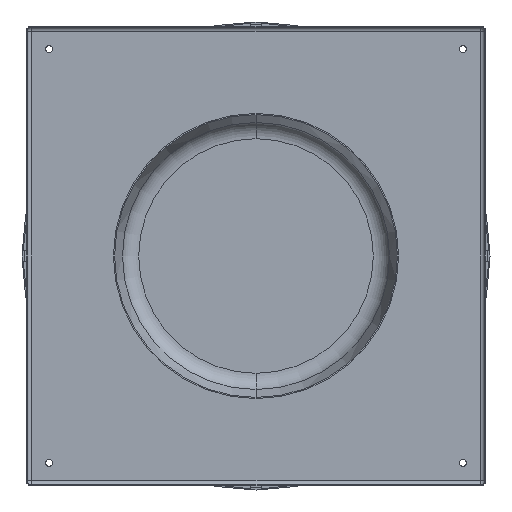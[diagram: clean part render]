
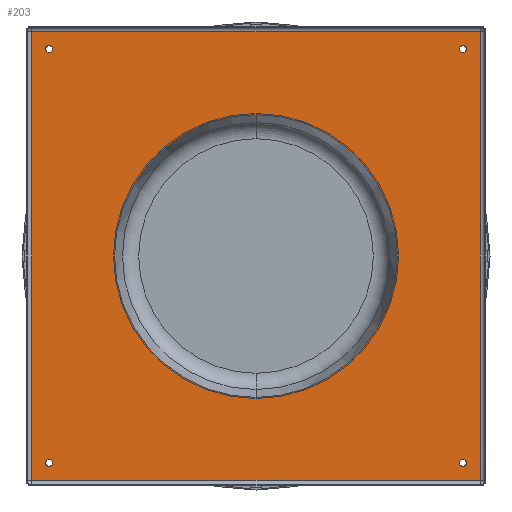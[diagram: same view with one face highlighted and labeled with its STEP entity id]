
A CAD part, front view. The second image highlights one B-rep face of the part: STEP entity #203.
In plain terms, the highlighted planar face has unit normal (0, -1, 0).
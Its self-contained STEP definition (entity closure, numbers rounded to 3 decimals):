
#196 = ORIENTED_EDGE ( 'NONE', *, *, #2166, .T. ) ;
#197 = EDGE_LOOP ( 'NONE', ( #198, #256, #259, #262 ) ) ;
#198 = ORIENTED_EDGE ( 'NONE', *, *, #253, .F. ) ;
#203 = ADVANCED_FACE ( 'NONE', ( #2554, #2553, #2552, #2551, #2550, #2549 ), #2548, .F. ) ;
#204 = EDGE_LOOP ( 'NONE', ( #205, #207 ) ) ;
#205 = ORIENTED_EDGE ( 'NONE', *, *, #206, .T. ) ;
#206 = EDGE_CURVE ( 'NONE', #2065, #2064, #2542, .T. ) ;
#207 = ORIENTED_EDGE ( 'NONE', *, *, #2063, .T. ) ;
#208 = EDGE_LOOP ( 'NONE', ( #209, #211 ) ) ;
#209 = ORIENTED_EDGE ( 'NONE', *, *, #210, .T. ) ;
#210 = EDGE_CURVE ( 'NONE', #2129, #2128, #2602, .T. ) ;
#211 = ORIENTED_EDGE ( 'NONE', *, *, #2127, .T. ) ;
#212 = EDGE_LOOP ( 'NONE', ( #213, #269 ) ) ;
#213 = ORIENTED_EDGE ( 'NONE', *, *, #268, .T. ) ;
#253 = EDGE_CURVE ( 'NONE', #254, #255, #2652, .T. ) ;
#254 = VERTEX_POINT ( 'NONE', #2648 ) ;
#255 = VERTEX_POINT ( 'NONE', #2647 ) ;
#256 = ORIENTED_EDGE ( 'NONE', *, *, #257, .F. ) ;
#257 = EDGE_CURVE ( 'NONE', #258, #254, #2646, .T. ) ;
#258 = VERTEX_POINT ( 'NONE', #2642 ) ;
#259 = ORIENTED_EDGE ( 'NONE', *, *, #260, .F. ) ;
#260 = EDGE_CURVE ( 'NONE', #261, #258, #2641, .T. ) ;
#261 = VERTEX_POINT ( 'NONE', #2637 ) ;
#262 = ORIENTED_EDGE ( 'NONE', *, *, #263, .F. ) ;
#263 = EDGE_CURVE ( 'NONE', #255, #261, #2636, .T. ) ;
#268 = EDGE_CURVE ( 'NONE', #2115, #2114, #2690, .T. ) ;
#269 = ORIENTED_EDGE ( 'NONE', *, *, #2113, .T. ) ;
#270 = EDGE_LOOP ( 'NONE', ( #271, #273 ) ) ;
#271 = ORIENTED_EDGE ( 'NONE', *, *, #272, .T. ) ;
#272 = EDGE_CURVE ( 'NONE', #2100, #2099, #2682, .T. ) ;
#273 = ORIENTED_EDGE ( 'NONE', *, *, #2098, .T. ) ;
#274 = EDGE_LOOP ( 'NONE', ( #275, #196 ) ) ;
#275 = ORIENTED_EDGE ( 'NONE', *, *, #276, .T. ) ;
#276 = EDGE_CURVE ( 'NONE', #2168, #2167, #2677, .T. ) ;
#2063 = EDGE_CURVE ( 'NONE', #2064, #2065, #6071, .T. ) ;
#2064 = VERTEX_POINT ( 'NONE', #6064 ) ;
#2065 = VERTEX_POINT ( 'NONE', #6063 ) ;
#2098 = EDGE_CURVE ( 'NONE', #2099, #2100, #6124, .T. ) ;
#2099 = VERTEX_POINT ( 'NONE', #6114 ) ;
#2100 = VERTEX_POINT ( 'NONE', #6113 ) ;
#2113 = EDGE_CURVE ( 'NONE', #2114, #2115, #6157, .T. ) ;
#2114 = VERTEX_POINT ( 'NONE', #6149 ) ;
#2115 = VERTEX_POINT ( 'NONE', #6148 ) ;
#2127 = EDGE_CURVE ( 'NONE', #2128, #2129, #6187, .T. ) ;
#2128 = VERTEX_POINT ( 'NONE', #6179 ) ;
#2129 = VERTEX_POINT ( 'NONE', #6178 ) ;
#2166 = EDGE_CURVE ( 'NONE', #2167, #2168, #6240, .T. ) ;
#2167 = VERTEX_POINT ( 'NONE', #6230 ) ;
#2168 = VERTEX_POINT ( 'NONE', #6229 ) ;
#2539 = DIRECTION ( 'NONE',  ( 0., 0., 1. ) ) ;
#2540 = DIRECTION ( 'NONE',  ( 0., 1., 0. ) ) ;
#2541 = AXIS2_PLACEMENT_3D ( 'NONE', #2546, #2540, #2539 ) ;
#2542 = CIRCLE ( 'NONE', #2541, 123. ) ;
#2543 = DIRECTION ( 'NONE',  ( 0., 0., 1. ) ) ;
#2544 = DIRECTION ( 'NONE',  ( 0., 1., 0. ) ) ;
#2545 = CARTESIAN_POINT ( 'NONE',  ( -200., -1., 200. ) ) ;
#2546 = CARTESIAN_POINT ( 'NONE',  ( 0., -1., 0. ) ) ;
#2547 = AXIS2_PLACEMENT_3D ( 'NONE', #2545, #2544, #2543 ) ;
#2548 = PLANE ( 'NONE',  #2547 ) ;
#2549 = FACE_OUTER_BOUND ( 'NONE', #197, .T. ) ;
#2550 = FACE_BOUND ( 'NONE', #274, .T. ) ;
#2551 = FACE_BOUND ( 'NONE', #270, .T. ) ;
#2552 = FACE_BOUND ( 'NONE', #212, .T. ) ;
#2553 = FACE_BOUND ( 'NONE', #208, .T. ) ;
#2554 = FACE_BOUND ( 'NONE', #204, .T. ) ;
#2598 = DIRECTION ( 'NONE',  ( 0., 0., 1. ) ) ;
#2599 = DIRECTION ( 'NONE',  ( 0., 1., 0. ) ) ;
#2600 = CARTESIAN_POINT ( 'NONE',  ( -180., -1., -180. ) ) ;
#2601 = AXIS2_PLACEMENT_3D ( 'NONE', #2600, #2599, #2598 ) ;
#2602 = CIRCLE ( 'NONE', #2601, 3. ) ;
#2635 = CARTESIAN_POINT ( 'NONE',  ( -200., -1., -195. ) ) ;
#2636 = LINE ( 'NONE', #2635, #2695 ) ;
#2637 = CARTESIAN_POINT ( 'NONE',  ( -195., -1., -195. ) ) ;
#2638 = DIRECTION ( 'NONE',  ( 0., 0., 1. ) ) ;
#2639 = VECTOR ( 'NONE', #2638, 1000. ) ;
#2640 = CARTESIAN_POINT ( 'NONE',  ( -195., -1., 200. ) ) ;
#2641 = LINE ( 'NONE', #2640, #2639 ) ;
#2642 = CARTESIAN_POINT ( 'NONE',  ( -195., -1., 195. ) ) ;
#2643 = DIRECTION ( 'NONE',  ( 1., 0., 0. ) ) ;
#2644 = VECTOR ( 'NONE', #2643, 1000. ) ;
#2645 = CARTESIAN_POINT ( 'NONE',  ( -200., -1., 195. ) ) ;
#2646 = LINE ( 'NONE', #2645, #2644 ) ;
#2647 = CARTESIAN_POINT ( 'NONE',  ( 195., -1., -195. ) ) ;
#2648 = CARTESIAN_POINT ( 'NONE',  ( 195., -1., 195. ) ) ;
#2649 = DIRECTION ( 'NONE',  ( 0., 0., -1. ) ) ;
#2650 = VECTOR ( 'NONE', #2649, 1000. ) ;
#2651 = CARTESIAN_POINT ( 'NONE',  ( 195., -1., 200. ) ) ;
#2652 = LINE ( 'NONE', #2651, #2650 ) ;
#2673 = DIRECTION ( 'NONE',  ( 0., 0., 1. ) ) ;
#2674 = DIRECTION ( 'NONE',  ( 0., 1., 0. ) ) ;
#2675 = CARTESIAN_POINT ( 'NONE',  ( 180., -1., -180. ) ) ;
#2676 = AXIS2_PLACEMENT_3D ( 'NONE', #2675, #2674, #2673 ) ;
#2677 = CIRCLE ( 'NONE', #2676, 3. ) ;
#2678 = DIRECTION ( 'NONE',  ( 0., 0., 1. ) ) ;
#2679 = DIRECTION ( 'NONE',  ( 0., 1., 0. ) ) ;
#2680 = CARTESIAN_POINT ( 'NONE',  ( 180., -1., 180. ) ) ;
#2681 = AXIS2_PLACEMENT_3D ( 'NONE', #2680, #2679, #2678 ) ;
#2682 = CIRCLE ( 'NONE', #2681, 3. ) ;
#2683 = DIRECTION ( 'NONE',  ( 0., 0., 1. ) ) ;
#2684 = DIRECTION ( 'NONE',  ( 0., 1., 0. ) ) ;
#2685 = CARTESIAN_POINT ( 'NONE',  ( -180., -1., 180. ) ) ;
#2686 = AXIS2_PLACEMENT_3D ( 'NONE', #2685, #2684, #2683 ) ;
#2690 = CIRCLE ( 'NONE', #2686, 3. ) ;
#2694 = DIRECTION ( 'NONE',  ( -1., 0., 0. ) ) ;
#2695 = VECTOR ( 'NONE', #2694, 1000. ) ;
#6063 = CARTESIAN_POINT ( 'NONE',  ( 0., -1., 123. ) ) ;
#6064 = CARTESIAN_POINT ( 'NONE',  ( 0., -1., -123. ) ) ;
#6065 = DIRECTION ( 'NONE',  ( 0., 0., 1. ) ) ;
#6066 = DIRECTION ( 'NONE',  ( 0., 1., 0. ) ) ;
#6067 = CARTESIAN_POINT ( 'NONE',  ( 0., -1., 0. ) ) ;
#6068 = AXIS2_PLACEMENT_3D ( 'NONE', #6067, #6066, #6065 ) ;
#6071 = CIRCLE ( 'NONE', #6068, 123. ) ;
#6113 = CARTESIAN_POINT ( 'NONE',  ( 180., -1., 183. ) ) ;
#6114 = CARTESIAN_POINT ( 'NONE',  ( 180., -1., 177. ) ) ;
#6115 = DIRECTION ( 'NONE',  ( 0., 0., 1. ) ) ;
#6116 = DIRECTION ( 'NONE',  ( 0., 1., 0. ) ) ;
#6117 = CARTESIAN_POINT ( 'NONE',  ( 180., -1., 180. ) ) ;
#6118 = AXIS2_PLACEMENT_3D ( 'NONE', #6117, #6116, #6115 ) ;
#6124 = CIRCLE ( 'NONE', #6118, 3. ) ;
#6148 = CARTESIAN_POINT ( 'NONE',  ( -180., -1., 183. ) ) ;
#6149 = CARTESIAN_POINT ( 'NONE',  ( -180., -1., 177. ) ) ;
#6150 = DIRECTION ( 'NONE',  ( 0., 0., 1. ) ) ;
#6151 = DIRECTION ( 'NONE',  ( 0., 1., 0. ) ) ;
#6152 = CARTESIAN_POINT ( 'NONE',  ( -180., -1., 180. ) ) ;
#6153 = AXIS2_PLACEMENT_3D ( 'NONE', #6152, #6151, #6150 ) ;
#6157 = CIRCLE ( 'NONE', #6153, 3. ) ;
#6178 = CARTESIAN_POINT ( 'NONE',  ( -180., -1., -177. ) ) ;
#6179 = CARTESIAN_POINT ( 'NONE',  ( -180., -1., -183. ) ) ;
#6180 = DIRECTION ( 'NONE',  ( 0., 0., 1. ) ) ;
#6181 = DIRECTION ( 'NONE',  ( 0., 1., 0. ) ) ;
#6182 = CARTESIAN_POINT ( 'NONE',  ( -180., -1., -180. ) ) ;
#6183 = AXIS2_PLACEMENT_3D ( 'NONE', #6182, #6181, #6180 ) ;
#6187 = CIRCLE ( 'NONE', #6183, 3. ) ;
#6229 = CARTESIAN_POINT ( 'NONE',  ( 180., -1., -177. ) ) ;
#6230 = CARTESIAN_POINT ( 'NONE',  ( 180., -1., -183. ) ) ;
#6231 = DIRECTION ( 'NONE',  ( 0., 0., 1. ) ) ;
#6232 = DIRECTION ( 'NONE',  ( 0., 1., 0. ) ) ;
#6233 = CARTESIAN_POINT ( 'NONE',  ( 180., -1., -180. ) ) ;
#6234 = AXIS2_PLACEMENT_3D ( 'NONE', #6233, #6232, #6231 ) ;
#6240 = CIRCLE ( 'NONE', #6234, 3. ) ;
